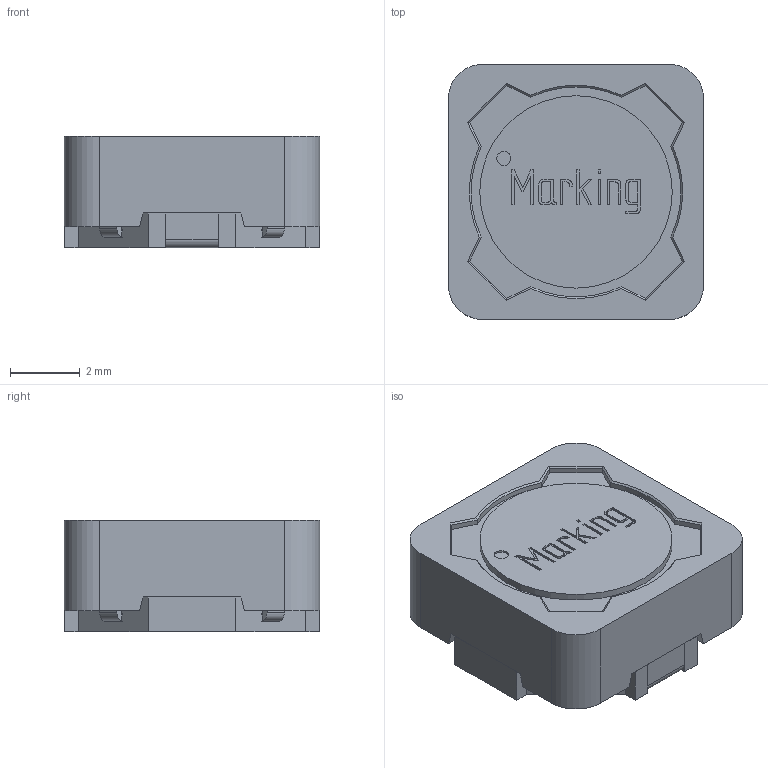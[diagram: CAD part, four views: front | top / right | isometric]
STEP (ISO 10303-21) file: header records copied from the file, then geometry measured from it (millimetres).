
FILE_DESCRIPTION(/* description */ ('Unknown'),/* implementation_level */ '2;1');
FILE_NAME(/* name */ '7687789xx',/* time_stamp */ '2019-04-08T08:52:59+02:00',/* author */ ('Unknown'),/* organization */ ('Unknown'),/* preprocessor_version */ 'ST-DEVELOPER v16.7',/* originating_system */ 'DEX',/* authorisation */ $);
FILE_SCHEMA (('AUTOMOTIVE_DESIGN {1 0 10303 214 3 1 1}'));
Length unit declared in the file: millimetre
Products named in the file (6): 7687789xx; Kern; Schirmring; Boden; Glue; Pins
Assembly tree (5 placements, depth 2):
  7687789xx
    Kern
    Schirmring
    Boden
    Glue
    Pins
Bounding box: 7.3 x 7.3 x 3.2 mm (x, y, z)
Volume: 118.7 mm3; surface area: 565.6 mm2
Topology: 8 solids, 8 shells, 321 faces, 864 edges, 567 vertices
Faces by surface type: plane 237, cylinder 52, bspline 28, cone 4
Full cylindrical faces by diameter (mm): 0.4 x1, 2.75 x1, 5.5 x3, 5.75 x1
Entity records: 12118 total; most frequent: CARTESIAN_POINT 3700, ORIENTED_EDGE 1672, DIRECTION 1409, EDGE_CURVE 836, LINE 569, VECTOR 569, VERTEX_POINT 559, AXIS2_PLACEMENT_3D 420
